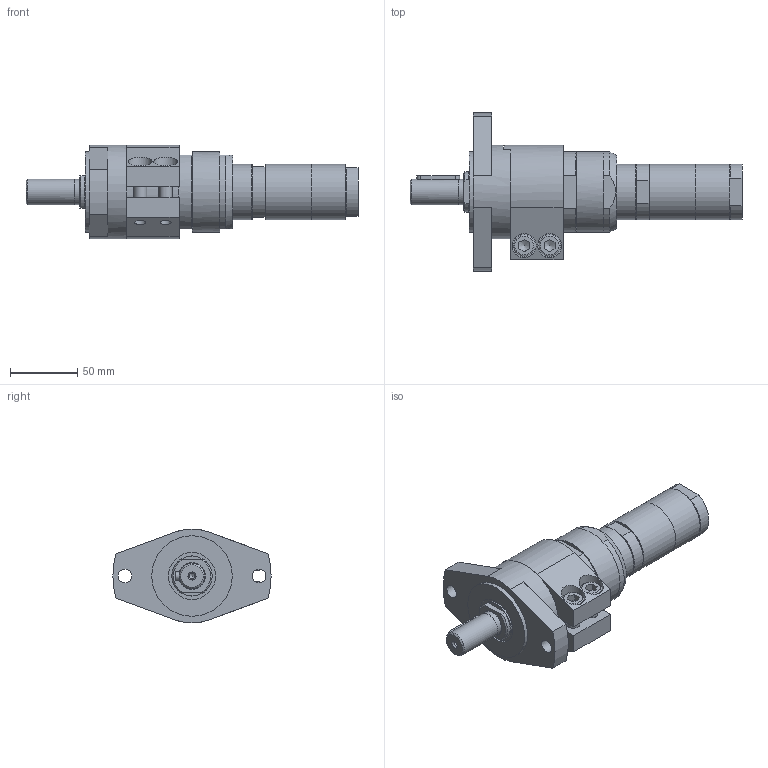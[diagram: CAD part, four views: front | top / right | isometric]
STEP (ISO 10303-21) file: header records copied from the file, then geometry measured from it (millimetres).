
FILE_DESCRIPTION(/* description */ (''),/* implementation_level */ '2;1');
FILE_NAME(/* name */ 'MUD 23-40 F100_60031717.stp',/* time_stamp */ '2018-10-23T17:41:37+02:00',/* author */ ('flambert'),/* organization */ (''),/* preprocessor_version */ 'ST-DEVELOPER v17',/* originating_system */ 'Autodesk Inventor 2018',/* authorisation */ '');
FILE_SCHEMA (('AUTOMOTIVE_DESIGN { 1 0 10303 214 3 1 1 }'));
Length unit declared in the file: millimetre
Products named in the file (1): MUD 23-40 F100_31717
Bounding box: 247.5 x 118 x 70 mm (x, y, z)
Volume: 568018.6 mm3; surface area: 65725.8 mm2
Topology: 1 solids, 1 shells, 233 faces, 614 edges, 408 vertices
Faces by surface type: plane 144, cylinder 48, cone 30, bspline 7, torus 4
Full cylindrical faces by diameter (mm): 4.134 x1, 8.376 x2, 10 x2, 10.3 x2, 10.5 x2, 11.445 x3, 16 x2, 18 x2, 18.8 x1, 19 x1, 29.95 x1, 35 x1, 41.5 x3, 42 x1, 55.178 x1, 60 x2, 70 x1
Entity records: 7640 total; most frequent: CARTESIAN_POINT 1484, ORIENTED_EDGE 1222, DIRECTION 1212, EDGE_CURVE 611, AXIS2_PLACEMENT_3D 432, VERTEX_POINT 408, LINE 348, VECTOR 348
